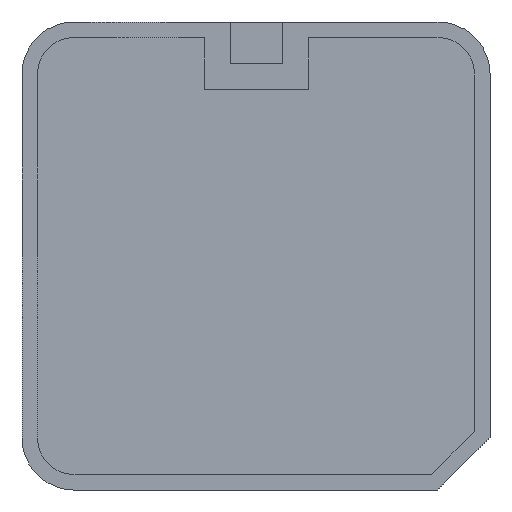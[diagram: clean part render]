
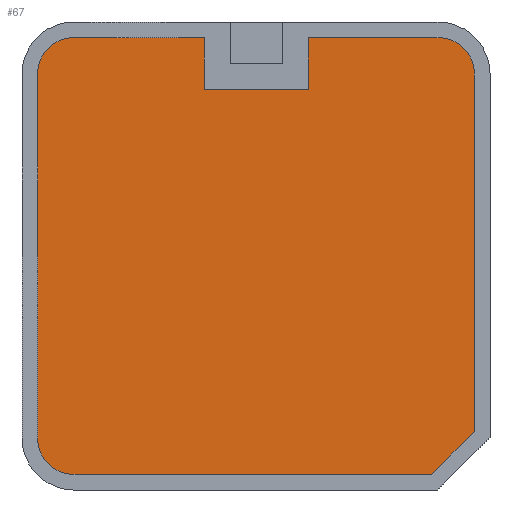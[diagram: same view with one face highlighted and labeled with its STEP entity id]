
A CAD part, front view. The second image highlights one B-rep face of the part: STEP entity #67.
In plain terms, the highlighted planar face has unit normal (0, -1, 0).
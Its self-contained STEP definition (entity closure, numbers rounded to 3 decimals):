
#8 = VERTEX_POINT ( 'NONE', #1633 ) ;
#14 = ORIENTED_EDGE ( 'NONE', *, *, #1194, .T. ) ;
#17 = EDGE_LOOP ( 'NONE', ( #1083, #1736, #2059, #1874, #778, #992, #740, #866, #14, #2126, #2417, #1577 ) ) ;
#22 = VERTEX_POINT ( 'NONE', #1427 ) ;
#67 = ADVANCED_FACE ( 'NONE', ( #2248 ), #952, .T. ) ;
#92 = LINE ( 'NONE', #704, #113 ) ;
#106 = EDGE_CURVE ( 'NONE', #2145, #22, #2226, .T. ) ;
#113 = VECTOR ( 'NONE', #283, 1000. ) ;
#156 = CARTESIAN_POINT ( 'NONE',  ( 7., 0., -7. ) ) ;
#168 = CARTESIAN_POINT ( 'NONE',  ( -2., 0., -8.4 ) ) ;
#177 = DIRECTION ( 'NONE',  ( 0., 0., 1. ) ) ;
#200 = CARTESIAN_POINT ( 'NONE',  ( 8.4, 0., 7. ) ) ;
#205 = CARTESIAN_POINT ( 'NONE',  ( -7., 0., -8.4 ) ) ;
#208 = CARTESIAN_POINT ( 'NONE',  ( -8.4, 0., 6.751 ) ) ;
#283 = DIRECTION ( 'NONE',  ( 0., 0., 1. ) ) ;
#295 = LINE ( 'NONE', #1831, #903 ) ;
#305 = DIRECTION ( 'NONE',  ( -1., 0., 0. ) ) ;
#322 = CIRCLE ( 'NONE', #1146, 1.4 ) ;
#395 = VERTEX_POINT ( 'NONE', #489 ) ;
#412 = DIRECTION ( 'NONE',  ( 0., 0., -1. ) ) ;
#425 = EDGE_CURVE ( 'NONE', #1366, #1415, #908, .T. ) ;
#452 = CARTESIAN_POINT ( 'NONE',  ( 7., 0., -7. ) ) ;
#474 = VECTOR ( 'NONE', #1692, 1000. ) ;
#476 = CARTESIAN_POINT ( 'NONE',  ( 7., 0., 8.4 ) ) ;
#483 = CARTESIAN_POINT ( 'NONE',  ( 7., 0., -8.4 ) ) ;
#489 = CARTESIAN_POINT ( 'NONE',  ( 8.4, 0., -7. ) ) ;
#491 = EDGE_CURVE ( 'NONE', #22, #1366, #322, .T. ) ;
#517 = AXIS2_PLACEMENT_3D ( 'NONE', #2101, #1156, #412 ) ;
#538 = CARTESIAN_POINT ( 'NONE',  ( -8.4, 0., 6.751 ) ) ;
#633 = VECTOR ( 'NONE', #1621, 1000. ) ;
#650 = VERTEX_POINT ( 'NONE', #200 ) ;
#691 = EDGE_CURVE ( 'NONE', #2166, #2385, #943, .T. ) ;
#704 = CARTESIAN_POINT ( 'NONE',  ( -2., 0., -8.4 ) ) ;
#740 = ORIENTED_EDGE ( 'NONE', *, *, #491, .T. ) ;
#778 = ORIENTED_EDGE ( 'NONE', *, *, #987, .T. ) ;
#780 = DIRECTION ( 'NONE',  ( 0., 0., -1. ) ) ;
#866 = ORIENTED_EDGE ( 'NONE', *, *, #425, .T. ) ;
#903 = VECTOR ( 'NONE', #1220, 1000. ) ;
#908 = LINE ( 'NONE', #205, #1945 ) ;
#918 = EDGE_CURVE ( 'NONE', #650, #1775, #2240, .T. ) ;
#943 = LINE ( 'NONE', #2060, #474 ) ;
#944 = DIRECTION ( 'NONE',  ( 0., 0., -1. ) ) ;
#952 = PLANE ( 'NONE',  #2029 ) ;
#971 = AXIS2_PLACEMENT_3D ( 'NONE', #452, #1351, #1152 ) ;
#987 = EDGE_CURVE ( 'NONE', #8, #2145, #1998, .T. ) ;
#992 = ORIENTED_EDGE ( 'NONE', *, *, #106, .T. ) ;
#1083 = ORIENTED_EDGE ( 'NONE', *, *, #1480, .T. ) ;
#1109 = CARTESIAN_POINT ( 'NONE',  ( 2., 0., -8.4 ) ) ;
#1114 = DIRECTION ( 'NONE',  ( 1., 0., 0. ) ) ;
#1130 = DIRECTION ( 'NONE',  ( 0., 0., -1. ) ) ;
#1146 = AXIS2_PLACEMENT_3D ( 'NONE', #1492, #1298, #1269 ) ;
#1152 = DIRECTION ( 'NONE',  ( 0., 0., -1. ) ) ;
#1156 = DIRECTION ( 'NONE',  ( 0., -1., 0. ) ) ;
#1194 = EDGE_CURVE ( 'NONE', #1415, #2339, #92, .T. ) ;
#1220 = DIRECTION ( 'NONE',  ( 1., 0., 0. ) ) ;
#1262 = EDGE_CURVE ( 'NONE', #2339, #1927, #295, .T. ) ;
#1269 = DIRECTION ( 'NONE',  ( 0., 0., -1. ) ) ;
#1274 = CIRCLE ( 'NONE', #971, 1.4 ) ;
#1275 = VECTOR ( 'NONE', #177, 1000. ) ;
#1277 = VECTOR ( 'NONE', #780, 1000. ) ;
#1295 = LINE ( 'NONE', #1752, #1675 ) ;
#1297 = CARTESIAN_POINT ( 'NONE',  ( 7., 0., 8.4 ) ) ;
#1298 = DIRECTION ( 'NONE',  ( 0., -1., 0. ) ) ;
#1351 = DIRECTION ( 'NONE',  ( 0., -1., 0. ) ) ;
#1366 = VERTEX_POINT ( 'NONE', #1866 ) ;
#1405 = CARTESIAN_POINT ( 'NONE',  ( -6.751, 0., 8.4 ) ) ;
#1415 = VERTEX_POINT ( 'NONE', #168 ) ;
#1427 = CARTESIAN_POINT ( 'NONE',  ( -8.4, 0., -7. ) ) ;
#1480 = EDGE_CURVE ( 'NONE', #2385, #395, #1274, .T. ) ;
#1482 = VECTOR ( 'NONE', #305, 1000. ) ;
#1492 = CARTESIAN_POINT ( 'NONE',  ( -7., 0., -7. ) ) ;
#1526 = CARTESIAN_POINT ( 'NONE',  ( -2., 0., -6.4 ) ) ;
#1533 = DIRECTION ( 'NONE',  ( 0., -1., 0. ) ) ;
#1577 = ORIENTED_EDGE ( 'NONE', *, *, #691, .T. ) ;
#1621 = DIRECTION ( 'NONE',  ( -0.707, 0., -0.707 ) ) ;
#1633 = CARTESIAN_POINT ( 'NONE',  ( -6.751, 0., 8.4 ) ) ;
#1668 = LINE ( 'NONE', #2027, #1275 ) ;
#1675 = VECTOR ( 'NONE', #944, 1000. ) ;
#1692 = DIRECTION ( 'NONE',  ( 1., 0., 0. ) ) ;
#1736 = ORIENTED_EDGE ( 'NONE', *, *, #1829, .T. ) ;
#1742 = EDGE_CURVE ( 'NONE', #1775, #8, #1994, .T. ) ;
#1752 = CARTESIAN_POINT ( 'NONE',  ( 2., 0., -6.4 ) ) ;
#1775 = VERTEX_POINT ( 'NONE', #1297 ) ;
#1829 = EDGE_CURVE ( 'NONE', #395, #650, #1668, .T. ) ;
#1831 = CARTESIAN_POINT ( 'NONE',  ( -2., 0., -6.4 ) ) ;
#1866 = CARTESIAN_POINT ( 'NONE',  ( -7., 0., -8.4 ) ) ;
#1874 = ORIENTED_EDGE ( 'NONE', *, *, #1742, .T. ) ;
#1927 = VERTEX_POINT ( 'NONE', #2077 ) ;
#1945 = VECTOR ( 'NONE', #1114, 1000. ) ;
#1994 = LINE ( 'NONE', #476, #1482 ) ;
#1998 = LINE ( 'NONE', #1405, #633 ) ;
#2027 = CARTESIAN_POINT ( 'NONE',  ( 8.4, 0., -7. ) ) ;
#2029 = AXIS2_PLACEMENT_3D ( 'NONE', #156, #1533, #1130 ) ;
#2059 = ORIENTED_EDGE ( 'NONE', *, *, #918, .T. ) ;
#2060 = CARTESIAN_POINT ( 'NONE',  ( 2., 0., -8.4 ) ) ;
#2077 = CARTESIAN_POINT ( 'NONE',  ( 2., 0., -6.4 ) ) ;
#2101 = CARTESIAN_POINT ( 'NONE',  ( 7., 0., 7. ) ) ;
#2126 = ORIENTED_EDGE ( 'NONE', *, *, #1262, .T. ) ;
#2145 = VERTEX_POINT ( 'NONE', #538 ) ;
#2166 = VERTEX_POINT ( 'NONE', #1109 ) ;
#2226 = LINE ( 'NONE', #208, #1277 ) ;
#2240 = CIRCLE ( 'NONE', #517, 1.4 ) ;
#2248 = FACE_OUTER_BOUND ( 'NONE', #17, .T. ) ;
#2252 = EDGE_CURVE ( 'NONE', #1927, #2166, #1295, .T. ) ;
#2339 = VERTEX_POINT ( 'NONE', #1526 ) ;
#2385 = VERTEX_POINT ( 'NONE', #483 ) ;
#2417 = ORIENTED_EDGE ( 'NONE', *, *, #2252, .T. ) ;
